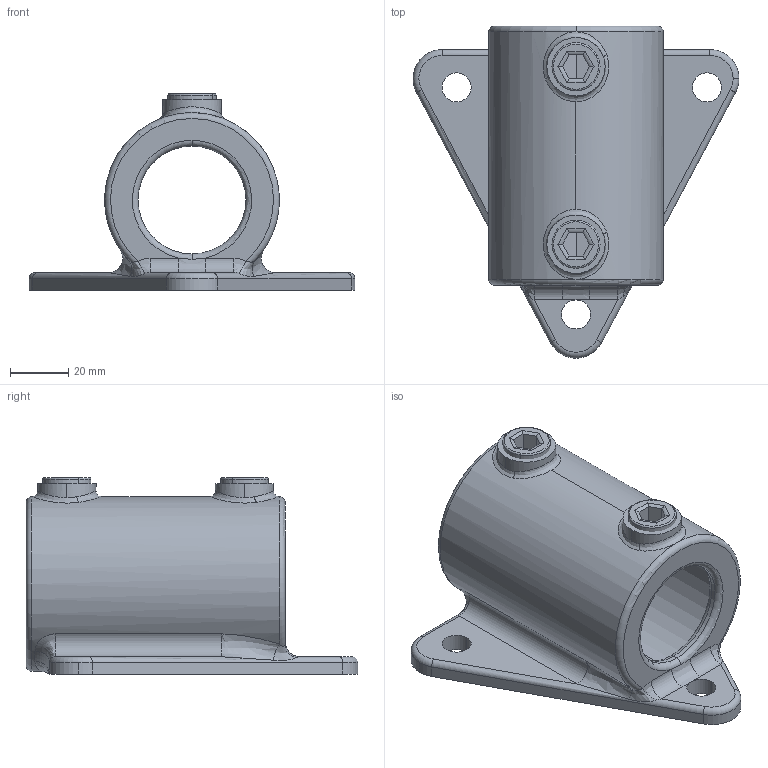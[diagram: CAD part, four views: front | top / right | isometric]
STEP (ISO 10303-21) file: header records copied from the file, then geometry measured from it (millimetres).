
FILE_DESCRIPTION (( 'STEP AP203' ), '1' );
FILE_NAME ('0521130000.STEP', '2024-07-01T12:26:43', ( '' ), ( '' ), 'SwSTEP 2.0', 'SolidWorks 2022', '' );
FILE_SCHEMA (( 'CONFIG_CONTROL_DESIGN' ));
Length unit declared in the file: metre
Products named in the file (1): 0521130000
Bounding box: 112 x 113.97 x 67.5 mm (x, y, z)
Volume: 121096.4 mm3; surface area: 45336.6 mm2
Topology: 3 solids, 3 shells, 126 faces, 302 edges, 180 vertices
Faces by surface type: cylinder 60, plane 29, torus 23, bspline 14
Entity records: 7119 total; most frequent: CARTESIAN_POINT 4248, ORIENTED_EDGE 604, DIRECTION 568, EDGE_CURVE 302, AXIS2_PLACEMENT_3D 226, VERTEX_POINT 180, EDGE_LOOP 140, FACE_OUTER_BOUND 126
